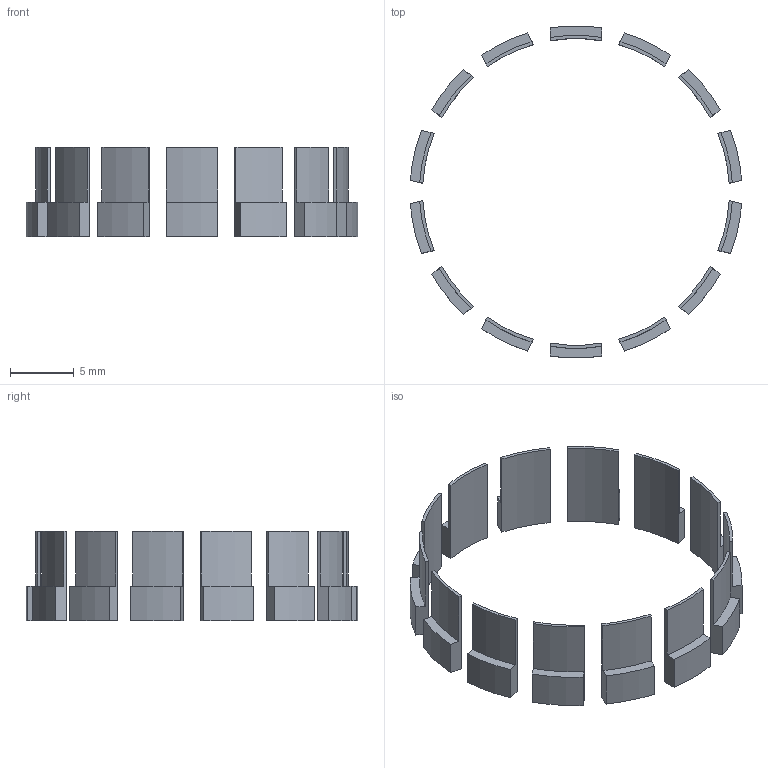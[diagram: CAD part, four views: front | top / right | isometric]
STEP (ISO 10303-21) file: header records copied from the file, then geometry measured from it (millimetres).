
FILE_DESCRIPTION((''),'2;1');
FILE_NAME('MOTOR_MAGNET','2022-02-19T21:19:46',('BenoVidla'),(''),'CREO PARAMETRIC BY PTC INC, 2021063','CREO PARAMETRIC BY PTC INC, 2021063','');
FILE_SCHEMA(('AP242_MANAGED_MODEL_BASED_3D_ENGINEERING_MIM_LF { 1 0 10303 442 1 1 4 }'));
Length unit declared in the file: millimetre
Products named in the file (1): MOTOR_MAGNET
Bounding box: 25.94 x 25.97 x 7 mm (x, y, z)
Volume: 212.3 mm3; surface area: 1007.1 mm2
Topology: 14 solids, 14 shells, 112 faces, 254 edges, 172 vertices
Faces by surface type: plane 70, cylinder 42
Entity records: 4069 total; most frequent: DIRECTION 598, CARTESIAN_POINT 554, ORIENTED_EDGE 504, EDGE_CURVE 252, AXIS2_PLACEMENT_3D 214, VECTOR 170, LINE 170, VERTEX_POINT 168
